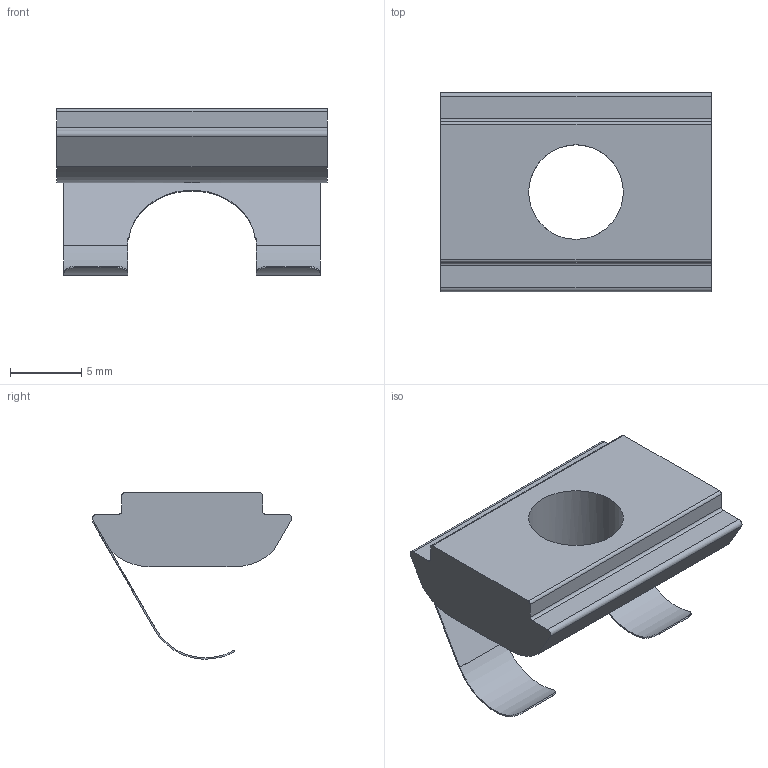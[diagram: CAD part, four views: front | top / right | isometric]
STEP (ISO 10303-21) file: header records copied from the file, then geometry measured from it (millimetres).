
FILE_DESCRIPTION(/* description */ ('STEP AP214'),/* implementation_level */ '2;1');
FILE_NAME(/* name */ '096168F',/* time_stamp */ '2022-09-01T14:07:45+02:00',/* author */ ('License CC BY-ND 4.0'),/* organization */ ('CADENAS'),/* preprocessor_version */ 'ST-DEVELOPER v18.102',/* originating_system */ 'PARTsolutions',/* authorisation */ ' ');
FILE_SCHEMA (('AUTOMOTIVE_DESIGN {1 0 10303 214 3 1 1}'));
Length unit declared in the file: millimetre
Products named in the file (1): 096168F
Bounding box: 19 x 14.02 x 11.7 mm (x, y, z)
Volume: 959.1 mm3; surface area: 1095.6 mm2
Topology: 1 solids, 1 shells, 42 faces, 123 edges, 82 vertices
Faces by surface type: plane 24, cylinder 18
Full cylindrical faces by diameter (mm): 6.647 x1
Entity records: 1724 total; most frequent: CARTESIAN_POINT 277, ORIENTED_EDGE 242, DIRECTION 234, EDGE_CURVE 121, VERTEX_POINT 81, AXIS2_PLACEMENT_3D 80, LINE 74, VECTOR 74
